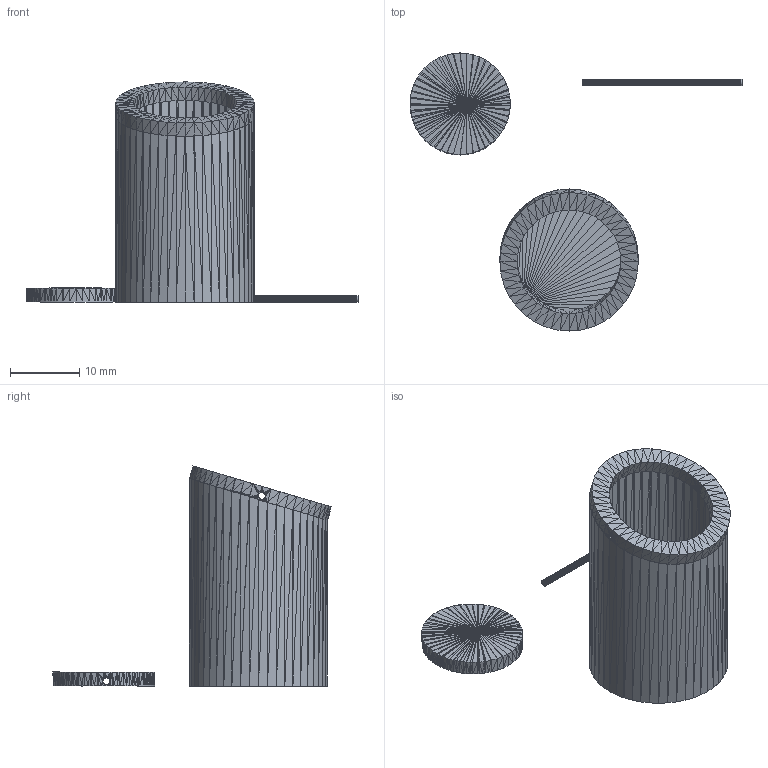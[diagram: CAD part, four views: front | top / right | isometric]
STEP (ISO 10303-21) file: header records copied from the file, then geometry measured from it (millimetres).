
FILE_DESCRIPTION((''),'2;1');
FILE_NAME('Surprising Snicket', '2026-01-22T22:03:55', (''), (''), 'ImageToStl.com STEP Converter','', '');
FILE_SCHEMA(('AUTOMOTIVE_DESIGN_CC2'));
Length unit declared in the file: metre
Products named in the file (1): product0
Bounding box: 48 x 40.24 x 31.82 mm (x, y, z)
Surface area: 4802.7 mm2 (no closed solid volume)
Topology: 0 solids, 2686 shells, 2686 faces, 7962 edges, 1299 vertices
Faces by surface type: plane 2686
Entity records: 61718 total; most frequent: DIRECTION 13432, ORIENTED_EDGE 8058, EDGE_CURVE 8058, LINE 8058, VECTOR 8058, AXIS2_PLACEMENT_3D 2687, FACE_SURFACE 2686, PLANE 2686
